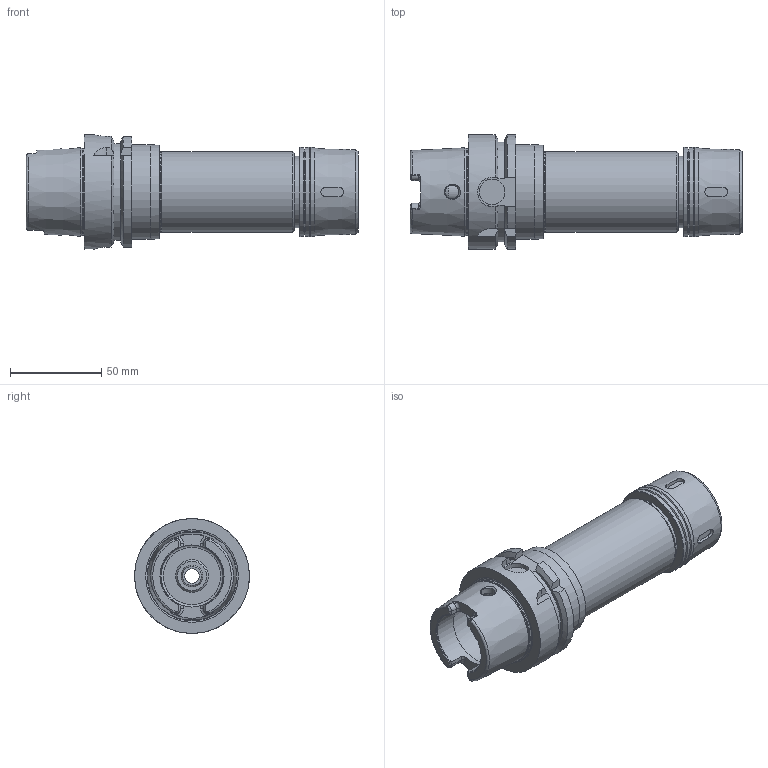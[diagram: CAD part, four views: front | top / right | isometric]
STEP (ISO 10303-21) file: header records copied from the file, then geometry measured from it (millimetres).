
FILE_DESCRIPTION((''),'2;1');
FILE_NAME('538075022150-3D.stp','2020-01-10T11:07:34',('nttooll'),(''),'Autodesk Inventor 2012','Autodesk Inventor 2012','');
FILE_SCHEMA(('AUTOMOTIVE_DESIGN { 1 0 10303 214 1 1 1 1 }'));
Length unit declared in the file: millimetre
Products named in the file (1): 538075022150-3D
Bounding box: 182 x 63 x 63 mm (x, y, z)
Volume: 232367 mm3; surface area: 52593.5 mm2
Topology: 1 solids, 1 shells, 181 faces, 435 edges, 274 vertices
Faces by surface type: plane 72, cylinder 55, cone 38, torus 16
Full cylindrical faces by diameter (mm): 7.5 x2, 8 x1, 11.3 x1, 12 x1, 14 x1, 18 x1, 22.3 x1, 23 x1, 24 x1, 28 x1, 30.4 x1, 32.5 x1, 34 x1, 34.5 x1, 36 x1, 39 x1, 40 x1, 43.6 x1, 44 x1, 48 x1, 48.8 x3, 52 x1, 63 x1
Entity records: 5368 total; most frequent: CARTESIAN_POINT 1438, DIRECTION 820, ORIENTED_EDGE 734, EDGE_CURVE 367, AXIS2_PLACEMENT_3D 341, VERTEX_POINT 263, EDGE_LOOP 262, FACE_OUTER_BOUND 181
